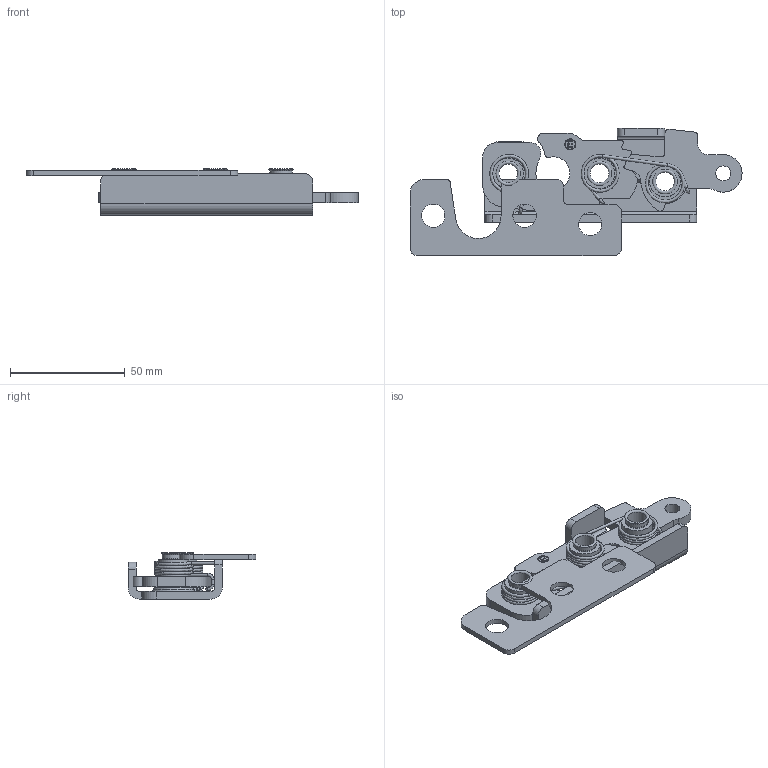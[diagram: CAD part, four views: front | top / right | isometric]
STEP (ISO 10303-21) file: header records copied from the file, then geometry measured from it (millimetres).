
FILE_DESCRIPTION(/* description */ ('ROTARY LOCK ASSEMBLY'),/* implementation_level */ '2;1');
FILE_NAME(/* name */ '20X-17400 L.stp',/* time_stamp */ '2023-11-29T10:37:13-05:00',/* author */ ('dtinay'),/* organization */ ('Eberhard Manufacturing Company'),/* preprocessor_version */ 'ST-DEVELOPER v20',/* originating_system */ 'Autodesk Inventor 2024',/* authorisation */ '');
FILE_SCHEMA (('AUTOMOTIVE_DESIGN { 1 0 10303 214 3 1 1 }'));
Length unit declared in the file: inch
Products named in the file (9): 20X-17400 L; 20X-400-2; 400-7; 400-SS9 Assembled Left; 400-11L; 400-3; 20-400-4; 400-5X; 400-1L
Assembly tree (10 placements, depth 2):
  20X-17400 L
    20X-400-2
    400-7  x3
    400-SS9 Assembled Left
    400-11L
    400-3
    20-400-4
    400-5X
    400-1L
Bounding box: 144.62 x 55.55 x 20.18 mm (x, y, z)
Volume: 32912.4 mm3; surface area: 28986 mm2
Topology: 10 solids, 10 shells, 553 faces, 1409 edges, 927 vertices
Faces by surface type: plane 227, bspline 169, cylinder 120, torus 31, cone 6
Full cylindrical faces by diameter (mm): 1.219 x7, 1.321 x4, 4.318 x2, 4.826 x2, 6.528 x1, 8.115 x3, 9.842 x6, 10.033 x6, 10.16 x6, 11.367 x3, 11.748 x3, 13.335 x3
Entity records: 19647 total; most frequent: CARTESIAN_POINT 7295, ORIENTED_EDGE 2678, DIRECTION 2040, EDGE_CURVE 1339, VERTEX_POINT 885, LINE 734, VECTOR 734, AXIS2_PLACEMENT_3D 653
